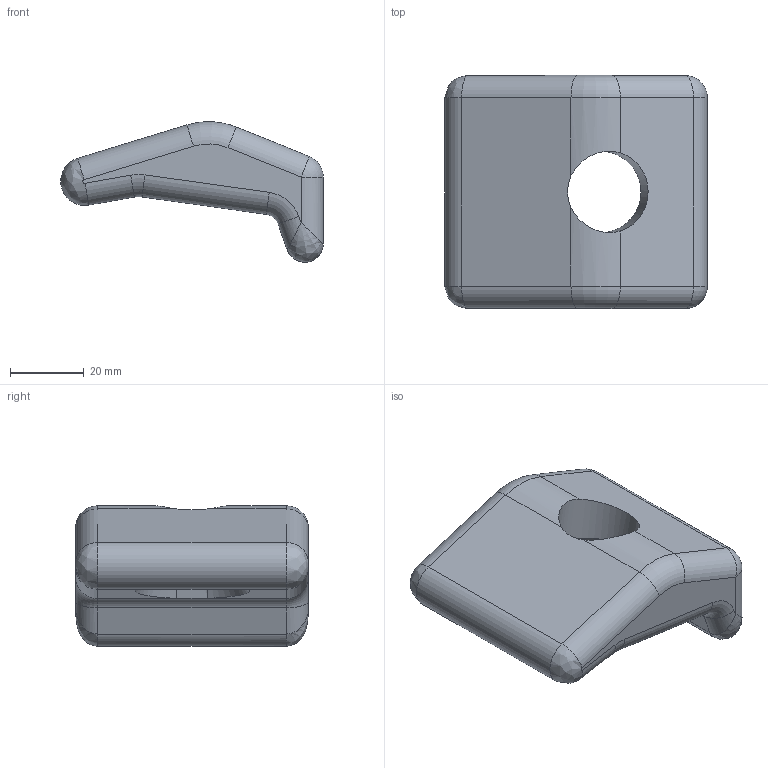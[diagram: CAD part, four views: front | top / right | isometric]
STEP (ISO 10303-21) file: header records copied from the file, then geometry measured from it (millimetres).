
FILE_DESCRIPTION(('STEP AP214'),'1');
FILE_NAME('PMH Klämmplatta 1706.stp','2013-08-05T13:23:38',(' '),(' '),'Spatial InterOp 3D',' ',' ');
FILE_SCHEMA(('automotive_design'));
Length unit declared in the file: millimetre
Products named in the file (1): PMH Profilskena klammplatta 1706
Bounding box: 70.98 x 63 x 37.99 mm (x, y, z)
Volume: 74348.5 mm3; surface area: 13985.9 mm2
Topology: 1 solids, 1 shells, 42 faces, 103 edges, 57 vertices
Faces by surface type: cylinder 20, plane 8, bspline 6, torus 6, sphere 2
Full cylindrical faces by diameter (mm): 22 x1
Entity records: 2108 total; most frequent: CARTESIAN_POINT 831, ORIENTED_EDGE 194, DIRECTION 193, EDGE_CURVE 97, AXIS2_PLACEMENT_3D 77, VERTEX_POINT 56, FACE_OUTER_BOUND 43, EDGE_LOOP 43
